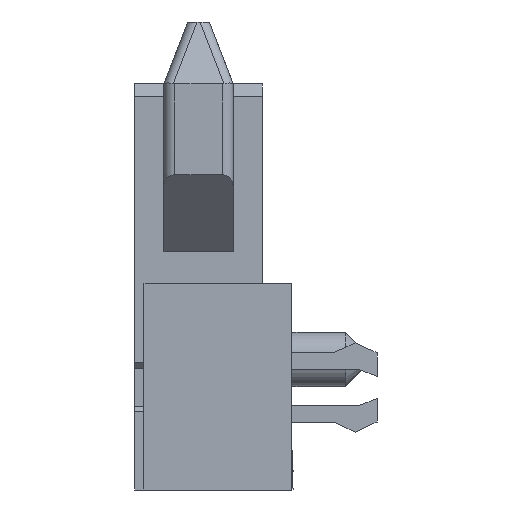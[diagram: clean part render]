
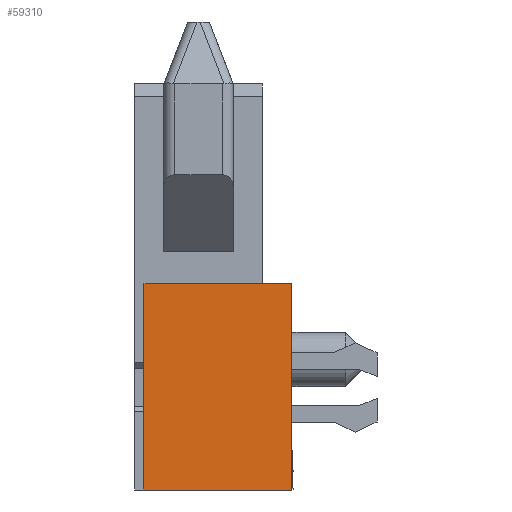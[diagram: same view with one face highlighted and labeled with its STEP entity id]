
A CAD part, left-side view. The second image highlights one B-rep face of the part: STEP entity #59310.
In plain terms, the highlighted planar face has unit normal (-1, 0, 0).
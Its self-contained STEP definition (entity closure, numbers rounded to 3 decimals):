
#5=DIRECTION('',(0.,-1.,0.));
#6=VECTOR('',#5,4.05);
#7=CARTESIAN_POINT('',(-20.215,1.9,-5.585));
#8=LINE('',#7,#6);
#1613=DIRECTION('',(0.,0.,1.));
#1614=VECTOR('',#1613,5.67);
#1615=CARTESIAN_POINT('',(-20.215,-2.15,-5.585));
#1616=LINE('',#1615,#1614);
#22291=DIRECTION('',(0.,0.,1.));
#22292=VECTOR('',#22291,5.67);
#22293=CARTESIAN_POINT('',(-20.215,1.9,-5.585));
#22294=LINE('',#22293,#22292);
#22295=DIRECTION('',(0.,-1.,0.));
#22296=VECTOR('',#22295,4.05);
#22297=CARTESIAN_POINT('',(-20.215,1.9,0.085));
#22298=LINE('',#22297,#22296);
#22407=CARTESIAN_POINT('',(-20.215,-2.15,-5.585));
#22408=CARTESIAN_POINT('',(-20.215,-2.15,0.085));
#22409=VERTEX_POINT('',#22407);
#22410=VERTEX_POINT('',#22408);
#23153=CARTESIAN_POINT('',(-20.215,1.9,-5.585));
#23155=VERTEX_POINT('',#23153);
#23165=CARTESIAN_POINT('',(-20.215,1.9,0.085));
#23166=VERTEX_POINT('',#23165);
#59299=CARTESIAN_POINT('',(-20.215,2.15,-5.585));
#59300=DIRECTION('',(-1.,0.,0.));
#59301=DIRECTION('',(0.,-1.,0.));
#59302=AXIS2_PLACEMENT_3D('',#59299,#59300,#59301);
#59303=PLANE('',#59302);
#59304=ORIENTED_EDGE('',*,*,#29490,.T.);
#59305=ORIENTED_EDGE('',*,*,#31055,.T.);
#59306=ORIENTED_EDGE('',*,*,#31002,.F.);
#59307=ORIENTED_EDGE('',*,*,#29428,.F.);
#59308=EDGE_LOOP('',(#59304,#59305,#59306,#59307));
#59309=FACE_OUTER_BOUND('',#59308,.F.);
#59310=ADVANCED_FACE('',(#59309),#59303,.T.);
#29428=EDGE_CURVE('',#23155,#22409,#8,.T.);
#29490=EDGE_CURVE('',#23155,#23166,#22294,.T.);
#31002=EDGE_CURVE('',#22409,#22410,#1616,.T.);
#31055=EDGE_CURVE('',#23166,#22410,#22298,.T.);
